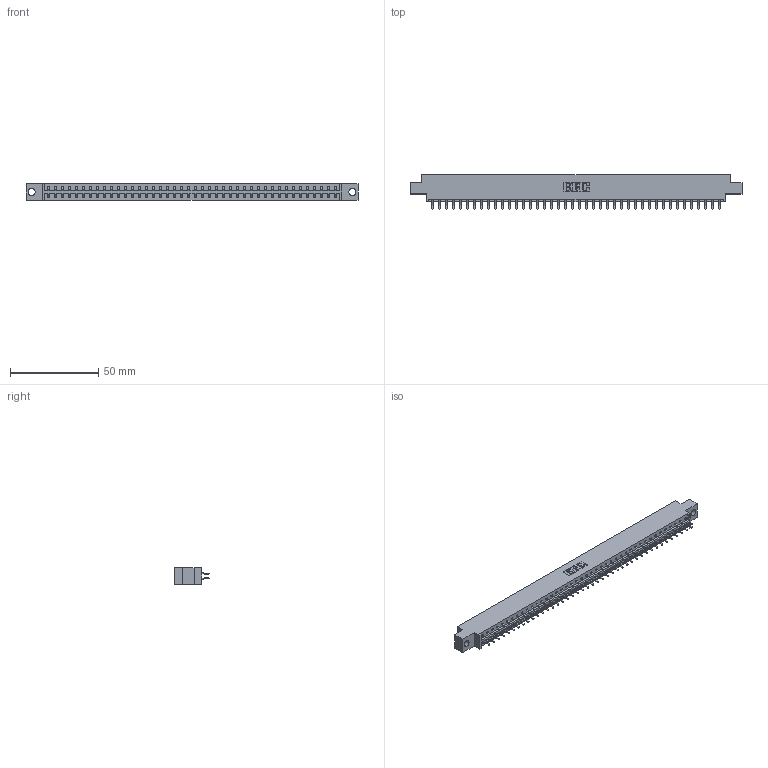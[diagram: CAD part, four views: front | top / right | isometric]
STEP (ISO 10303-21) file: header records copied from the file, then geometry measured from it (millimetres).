
FILE_DESCRIPTION (( 'STEP AP203' ), '1' );
FILE_NAME ('833-084-556-804.STEP', '2020-06-06T02:07:53', ( '' ), ( '' ), 'SwSTEP 2.0', 'SolidWorks 2020', '' );
FILE_SCHEMA (( 'CONFIG_CONTROL_DESIGN' ));
Length unit declared in the file: inch
Products named in the file (3): 345-292-001_556 Tail; 833-084-556-804; 833 Part_Offset - .156 Dia - TH
Assembly tree (85 placements, depth 2):
  833-084-556-804
    833 Part_Offset - .156 Dia - TH
    345-292-001_556 Tail  x84
Bounding box: 187.96 x 19.57 x 9.4 mm (x, y, z)
Volume: 18870.7 mm3; surface area: 22247.2 mm2
Topology: 85 solids, 85 shells, 4990 faces, 14855 edges, 9790 vertices
Faces by surface type: plane 3434, cylinder 1556
Entity records: 27375 total; most frequent: CARTESIAN_POINT 4554, ORIENTED_EDGE 4478, DIRECTION 3879, EDGE_CURVE 2239, LINE 2103, VECTOR 2103, VERTEX_POINT 1490, AXIS2_PLACEMENT_3D 888
